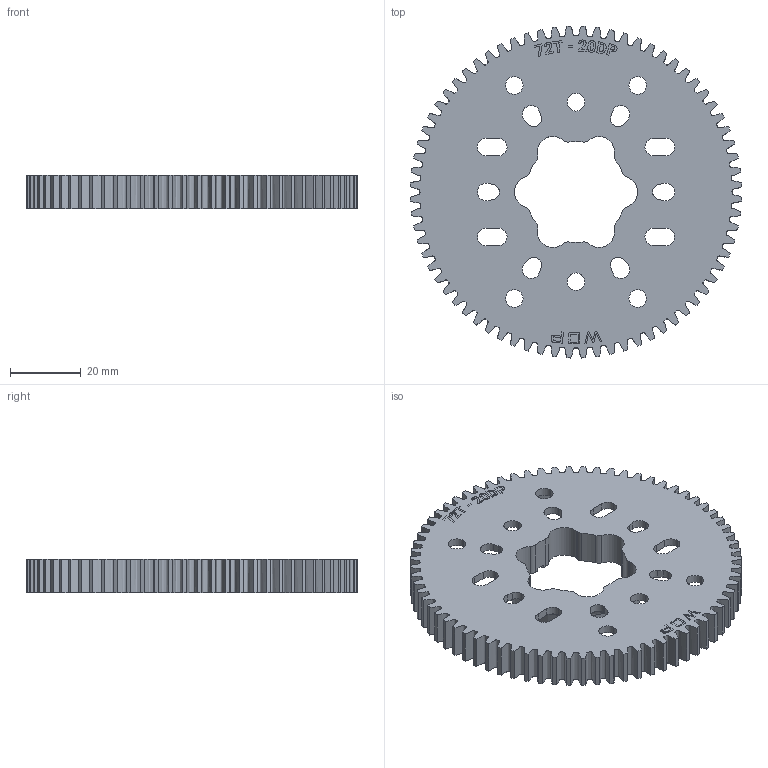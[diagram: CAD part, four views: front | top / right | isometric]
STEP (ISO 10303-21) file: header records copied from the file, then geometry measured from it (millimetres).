
FILE_DESCRIPTION (( 'STEP AP214' ), '1' );
FILE_NAME ('WCP-1101 Rev1.step', '2024-01-18T01:27:47', ( '' ), ( '' ), 'SwSTEP 2.0', 'SolidWorks 2022', '' );
FILE_SCHEMA (( 'AUTOMOTIVE_DESIGN' ));
Length unit declared in the file: inch
Products named in the file (1): WCP-1101 Rev1
Bounding box: 93.93 x 93.93 x 9.53 mm (x, y, z)
Volume: 24516.9 mm3; surface area: 20275.9 mm2
Topology: 1 solids, 1 shells, 392 faces, 1135 edges, 755 vertices
Faces by surface type: cylinder 151, plane 129, bspline 108, torus 4
Entity records: 35698 total; most frequent: CARTESIAN_POINT 25703, ORIENTED_EDGE 2270, DIRECTION 1804, EDGE_CURVE 1135, VERTEX_POINT 755, AXIS2_PLACEMENT_3D 608, VECTOR 588, LINE 588
